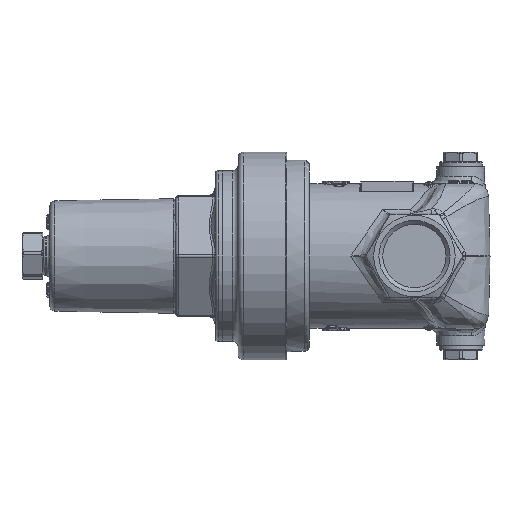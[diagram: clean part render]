
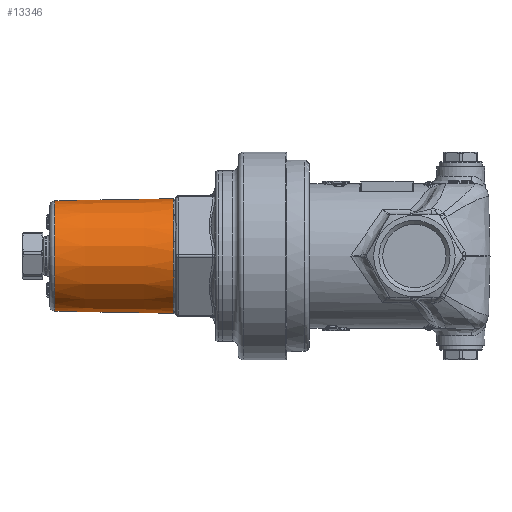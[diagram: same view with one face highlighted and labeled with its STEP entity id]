
A CAD part, left-side view. The second image highlights one B-rep face of the part: STEP entity #13346.
In plain terms, the highlighted conical face has half-angle 1 degrees and reference radius 21.55 mm.
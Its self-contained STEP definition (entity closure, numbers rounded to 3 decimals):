
#863=B_SPLINE_CURVE_WITH_KNOTS('',3,(#21312,#21313,#21314,#21315,#21316,
#21317),.UNSPECIFIED.,.F.,.F.,(4,1,1,4),(-3.142,-1.346,
0.449,3.142),.UNSPECIFIED.);
#865=B_SPLINE_CURVE_WITH_KNOTS('',3,(#21363,#21364,#21365,#21366,#21367,
#21368),.UNSPECIFIED.,.F.,.F.,(4,1,1,4),(-3.142,-1.346,
0.449,3.142),.UNSPECIFIED.);
#867=B_SPLINE_CURVE_WITH_KNOTS('',3,(#21414,#21415,#21416,#21417,#21418,
#21419),.UNSPECIFIED.,.F.,.F.,(4,1,1,4),(-3.142,-1.346,
0.449,3.142),.UNSPECIFIED.);
#869=B_SPLINE_CURVE_WITH_KNOTS('',3,(#21465,#21466,#21467,#21468,#21469,
#21470),.UNSPECIFIED.,.F.,.F.,(4,1,1,4),(-3.142,-1.346,
0.449,3.142),.UNSPECIFIED.);
#871=B_SPLINE_CURVE_WITH_KNOTS('',3,(#21516,#21517,#21518,#21519,#21520,
#21521),.UNSPECIFIED.,.F.,.F.,(4,1,1,4),(-3.142,-1.346,
0.449,3.142),.UNSPECIFIED.);
#873=B_SPLINE_CURVE_WITH_KNOTS('',3,(#21565,#21566,#21567,#21568,#21569),
 .UNSPECIFIED.,.F.,.F.,(4,1,4),(-3.142,-1.346,0.),
 .UNSPECIFIED.);
#874=B_SPLINE_CURVE_WITH_KNOTS('',3,(#21570,#21571,#21572,#21573,#21574),
 .UNSPECIFIED.,.F.,.F.,(4,1,4),(0.,0.449,
3.142),.UNSPECIFIED.);
#1776=CONICAL_SURFACE('',#14307,21.55,0.017);
#1938=LINE('',#21624,#2355);
#2355=VECTOR('',#15788,21.55);
#3008=FACE_OUTER_BOUND('',#3880,.T.);
#3880=EDGE_LOOP('',(#9701,#9702,#9703,#9704,#9705,#9706,#9707,#9708,#9709,
#9710,#9711,#9712,#9713,#9714,#9715,#9716));
#4663=CIRCLE('',#14267,21.821);
#4667=CIRCLE('',#14272,21.821);
#4671=CIRCLE('',#14277,21.821);
#4675=CIRCLE('',#14282,21.821);
#4679=CIRCLE('',#14287,21.821);
#4683=CIRCLE('',#14292,21.821);
#4690=CIRCLE('',#14308,21.034);
#5440=VERTEX_POINT('',#21271);
#5443=VERTEX_POINT('',#21276);
#5445=VERTEX_POINT('',#21310);
#5447=VERTEX_POINT('',#21327);
#5449=VERTEX_POINT('',#21361);
#5451=VERTEX_POINT('',#21378);
#5453=VERTEX_POINT('',#21412);
#5455=VERTEX_POINT('',#21429);
#5457=VERTEX_POINT('',#21463);
#5459=VERTEX_POINT('',#21480);
#5461=VERTEX_POINT('',#21514);
#5463=VERTEX_POINT('',#21531);
#5464=VERTEX_POINT('',#21564);
#5477=VERTEX_POINT('',#21622);
#6964=EDGE_CURVE('',#5443,#5440,#4663,.T.);
#6966=EDGE_CURVE('',#5445,#5443,#863,.T.);
#6970=EDGE_CURVE('',#5447,#5445,#4667,.T.);
#6972=EDGE_CURVE('',#5449,#5447,#865,.T.);
#6976=EDGE_CURVE('',#5451,#5449,#4671,.T.);
#6978=EDGE_CURVE('',#5453,#5451,#867,.T.);
#6982=EDGE_CURVE('',#5455,#5453,#4675,.T.);
#6984=EDGE_CURVE('',#5457,#5455,#869,.T.);
#6988=EDGE_CURVE('',#5459,#5457,#4679,.T.);
#6990=EDGE_CURVE('',#5461,#5459,#871,.T.);
#6994=EDGE_CURVE('',#5463,#5461,#4683,.T.);
#6995=EDGE_CURVE('',#5440,#5464,#873,.T.);
#6996=EDGE_CURVE('',#5464,#5463,#874,.T.);
#7018=EDGE_CURVE('',#5477,#5477,#4690,.T.);
#7019=EDGE_CURVE('',#5477,#5464,#1938,.T.);
#9701=ORIENTED_EDGE('',*,*,#7018,.F.);
#9702=ORIENTED_EDGE('',*,*,#7019,.T.);
#9703=ORIENTED_EDGE('',*,*,#6995,.F.);
#9704=ORIENTED_EDGE('',*,*,#6964,.F.);
#9705=ORIENTED_EDGE('',*,*,#6966,.F.);
#9706=ORIENTED_EDGE('',*,*,#6970,.F.);
#9707=ORIENTED_EDGE('',*,*,#6972,.F.);
#9708=ORIENTED_EDGE('',*,*,#6976,.F.);
#9709=ORIENTED_EDGE('',*,*,#6978,.F.);
#9710=ORIENTED_EDGE('',*,*,#6982,.F.);
#9711=ORIENTED_EDGE('',*,*,#6984,.F.);
#9712=ORIENTED_EDGE('',*,*,#6988,.F.);
#9713=ORIENTED_EDGE('',*,*,#6990,.F.);
#9714=ORIENTED_EDGE('',*,*,#6994,.F.);
#9715=ORIENTED_EDGE('',*,*,#6996,.F.);
#9716=ORIENTED_EDGE('',*,*,#7019,.F.);
#13346=ADVANCED_FACE('',(#3008),#1776,.T.);
#14267=AXIS2_PLACEMENT_3D('',#21278,#15690,#15691);
#14272=AXIS2_PLACEMENT_3D('',#21329,#15700,#15701);
#14277=AXIS2_PLACEMENT_3D('',#21380,#15710,#15711);
#14282=AXIS2_PLACEMENT_3D('',#21431,#15720,#15721);
#14287=AXIS2_PLACEMENT_3D('',#21482,#15730,#15731);
#14292=AXIS2_PLACEMENT_3D('',#21533,#15740,#15741);
#14307=AXIS2_PLACEMENT_3D('',#21621,#15784,#15785);
#14308=AXIS2_PLACEMENT_3D('',#21623,#15786,#15787);
#15690=DIRECTION('center_axis',(0.,-1.,0.));
#15691=DIRECTION('ref_axis',(0.,0.,
1.));
#15700=DIRECTION('center_axis',(0.,-1.,0.));
#15701=DIRECTION('ref_axis',(0.,0.,
1.));
#15710=DIRECTION('center_axis',(0.,-1.,0.));
#15711=DIRECTION('ref_axis',(0.,0.,
1.));
#15720=DIRECTION('center_axis',(0.,-1.,0.));
#15721=DIRECTION('ref_axis',(0.,0.,
1.));
#15730=DIRECTION('center_axis',(0.,-1.,0.));
#15731=DIRECTION('ref_axis',(0.,0.,
1.));
#15740=DIRECTION('center_axis',(0.,-1.,0.));
#15741=DIRECTION('ref_axis',(0.,0.,
1.));
#15784=DIRECTION('center_axis',(0.,-1.,0.));
#15785=DIRECTION('ref_axis',(0.,0.,
1.));
#15786=DIRECTION('center_axis',(0.,1.,0.));
#15787=DIRECTION('ref_axis',(0.,0.,
-1.));
#15788=DIRECTION('',(0.,-1.,-0.017));
#21271=CARTESIAN_POINT('',(-5.799,91.883,-21.036));
#21276=CARTESIAN_POINT('',(-15.318,91.883,-15.54));
#21278=CARTESIAN_POINT('Origin',(0.,91.883,
0.));
#21310=CARTESIAN_POINT('',(-21.117,91.883,-5.496));
#21312=CARTESIAN_POINT('Ctrl Pts',(-21.117,91.883,-5.496));
#21313=CARTESIAN_POINT('Ctrl Pts',(-20.835,91.883,-6.579));
#21314=CARTESIAN_POINT('Ctrl Pts',(-20.109,91.747,-8.698));
#21315=CARTESIAN_POINT('Ctrl Pts',(-18.278,91.649,-12.174));
#21316=CARTESIAN_POINT('Ctrl Pts',(-16.513,91.883,-14.362));
#21317=CARTESIAN_POINT('Ctrl Pts',(-15.318,91.883,-15.54));
#21327=CARTESIAN_POINT('',(-21.117,91.883,5.496));
#21329=CARTESIAN_POINT('Origin',(0.,91.883,
0.));
#21361=CARTESIAN_POINT('',(-15.318,91.883,15.54));
#21363=CARTESIAN_POINT('Ctrl Pts',(-15.318,91.883,15.54));
#21364=CARTESIAN_POINT('Ctrl Pts',(-16.115,91.883,14.755));
#21365=CARTESIAN_POINT('Ctrl Pts',(-17.587,91.747,13.066));
#21366=CARTESIAN_POINT('Ctrl Pts',(-19.682,91.649,9.743));
#21367=CARTESIAN_POINT('Ctrl Pts',(-20.695,91.883,7.12));
#21368=CARTESIAN_POINT('Ctrl Pts',(-21.117,91.883,5.496));
#21378=CARTESIAN_POINT('',(-5.799,91.883,21.036));
#21380=CARTESIAN_POINT('Origin',(0.,91.883,
0.));
#21412=CARTESIAN_POINT('',(5.799,91.883,21.036));
#21414=CARTESIAN_POINT('Ctrl Pts',(5.799,91.883,21.036));
#21415=CARTESIAN_POINT('Ctrl Pts',(4.72,91.883,21.333));
#21416=CARTESIAN_POINT('Ctrl Pts',(2.522,91.747,21.764));
#21417=CARTESIAN_POINT('Ctrl Pts',(-1.404,91.649,21.916));
#21418=CARTESIAN_POINT('Ctrl Pts',(-4.181,91.883,21.482));
#21419=CARTESIAN_POINT('Ctrl Pts',(-5.799,91.883,21.036));
#21429=CARTESIAN_POINT('',(15.318,91.883,15.54));
#21431=CARTESIAN_POINT('Origin',(0.,91.883,
0.));
#21463=CARTESIAN_POINT('',(21.117,91.883,5.496));
#21465=CARTESIAN_POINT('Ctrl Pts',(21.117,91.883,5.496));
#21466=CARTESIAN_POINT('Ctrl Pts',(20.835,91.883,6.579));
#21467=CARTESIAN_POINT('Ctrl Pts',(20.109,91.747,8.698));
#21468=CARTESIAN_POINT('Ctrl Pts',(18.278,91.649,12.174));
#21469=CARTESIAN_POINT('Ctrl Pts',(16.513,91.883,14.362));
#21470=CARTESIAN_POINT('Ctrl Pts',(15.318,91.883,15.54));
#21480=CARTESIAN_POINT('',(21.117,91.883,-5.496));
#21482=CARTESIAN_POINT('Origin',(0.,91.883,
0.));
#21514=CARTESIAN_POINT('',(15.318,91.883,-15.54));
#21516=CARTESIAN_POINT('Ctrl Pts',(15.318,91.883,-15.54));
#21517=CARTESIAN_POINT('Ctrl Pts',(16.115,91.883,-14.755));
#21518=CARTESIAN_POINT('Ctrl Pts',(17.587,91.747,-13.066));
#21519=CARTESIAN_POINT('Ctrl Pts',(19.682,91.649,-9.743));
#21520=CARTESIAN_POINT('Ctrl Pts',(20.695,91.883,-7.12));
#21521=CARTESIAN_POINT('Ctrl Pts',(21.117,91.883,-5.496));
#21531=CARTESIAN_POINT('',(5.799,91.883,-21.036));
#21533=CARTESIAN_POINT('Origin',(0.,91.883,
0.));
#21564=CARTESIAN_POINT('',(0.,91.705,-21.824));
#21565=CARTESIAN_POINT('Ctrl Pts',(-5.799,91.883,-21.036));
#21566=CARTESIAN_POINT('Ctrl Pts',(-4.72,91.883,-21.333));
#21567=CARTESIAN_POINT('Ctrl Pts',(-2.796,91.764,-21.71));
#21568=CARTESIAN_POINT('Ctrl Pts',(-0.839,91.706,
-21.824));
#21569=CARTESIAN_POINT('Ctrl Pts',(0.,91.705,
-21.824));
#21570=CARTESIAN_POINT('Ctrl Pts',(0.,91.705,
-21.824));
#21571=CARTESIAN_POINT('Ctrl Pts',(0.28,91.704,-21.824));
#21572=CARTESIAN_POINT('Ctrl Pts',(2.237,91.719,-21.786));
#21573=CARTESIAN_POINT('Ctrl Pts',(4.181,91.883,-21.482));
#21574=CARTESIAN_POINT('Ctrl Pts',(5.799,91.883,-21.036));
#21621=CARTESIAN_POINT('Origin',(0.,107.4,0.));
#21622=CARTESIAN_POINT('',(0.,136.969,-21.034));
#21623=CARTESIAN_POINT('Origin',(0.,136.969,
0.));
#21624=CARTESIAN_POINT('',(0.,107.4,-21.55));
